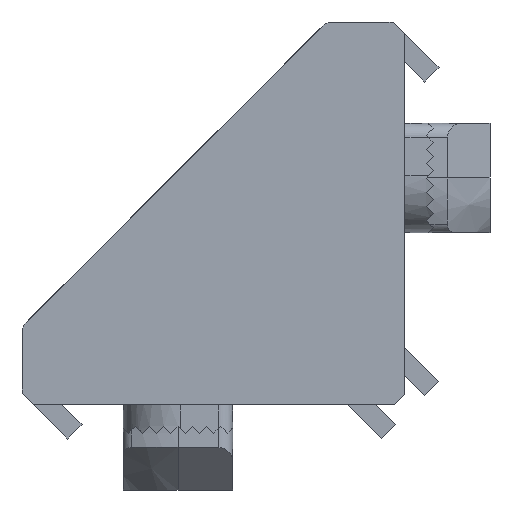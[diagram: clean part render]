
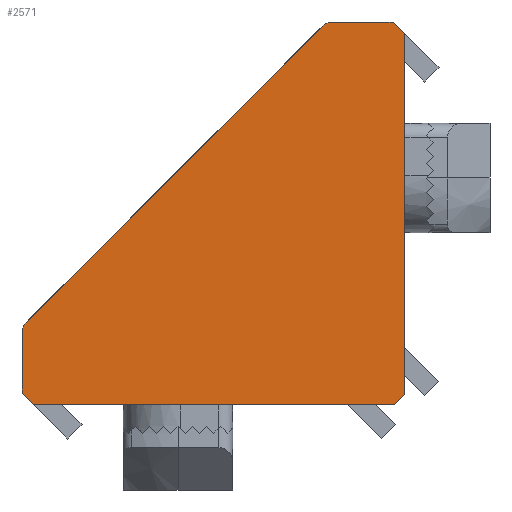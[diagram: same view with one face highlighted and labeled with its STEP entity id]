
A CAD part, left-side view. The second image highlights one B-rep face of the part: STEP entity #2571.
In plain terms, the highlighted planar face has unit normal (-1, 0, 0).
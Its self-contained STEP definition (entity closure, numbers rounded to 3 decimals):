
#362=DIRECTION('',(0.,-0.707,-0.707));
#363=VECTOR('',#362,1.184);
#364=CARTESIAN_POINT('',(-14.,0.837,27.));
#365=LINE('',#364,#363);
#369=DIRECTION('',(0.,0.,-1.));
#370=VECTOR('',#369,25.456);
#371=CARTESIAN_POINT('',(-14.,0.,26.163));
#372=LINE('',#371,#370);
#376=DIRECTION('',(0.,0.707,-0.707));
#377=VECTOR('',#376,1.);
#378=CARTESIAN_POINT('',(-14.,0.,0.707));
#379=LINE('',#378,#377);
#383=DIRECTION('',(0.,1.,0.));
#384=VECTOR('',#383,25.456);
#385=CARTESIAN_POINT('',(-14.,0.707,0.));
#386=LINE('',#385,#384);
#390=DIRECTION('',(0.,0.707,0.707));
#391=VECTOR('',#390,1.184);
#392=CARTESIAN_POINT('',(-14.,26.163,0.));
#393=LINE('',#392,#391);
#397=DIRECTION('',(0.,0.,1.));
#398=VECTOR('',#397,4.276);
#399=CARTESIAN_POINT('',(-14.,27.,0.837));
#400=LINE('',#399,#398);
#404=CARTESIAN_POINT('',(-14.,26.,5.113));
#405=DIRECTION('',(1.,0.,0.));
#406=DIRECTION('',(0.,1.,0.));
#407=AXIS2_PLACEMENT_3D('',#404,#405,#406);
#412=DIRECTION('',(0.,-0.707,0.707));
#413=VECTOR('',#412,29.539);
#414=CARTESIAN_POINT('',(-14.,26.707,5.82));
#415=LINE('',#414,#413);
#419=CARTESIAN_POINT('',(-14.,5.113,26.));
#420=DIRECTION('',(1.,0.,0.));
#421=DIRECTION('',(0.,0.707,0.707));
#422=AXIS2_PLACEMENT_3D('',#419,#420,#421);
#427=DIRECTION('',(0.,-1.,0.));
#428=VECTOR('',#427,4.276);
#429=CARTESIAN_POINT('',(-14.,5.113,27.));
#430=LINE('',#429,#428);
#2200=CARTESIAN_POINT('',(-14.,0.837,27.));
#2201=CARTESIAN_POINT('',(-14.,0.,26.163));
#2202=VERTEX_POINT('',#2200);
#2203=VERTEX_POINT('',#2201);
#2204=CARTESIAN_POINT('',(-14.,0.,0.707));
#2205=VERTEX_POINT('',#2204);
#2206=CARTESIAN_POINT('',(-14.,0.707,0.));
#2207=VERTEX_POINT('',#2206);
#2208=CARTESIAN_POINT('',(-14.,26.163,0.));
#2209=VERTEX_POINT('',#2208);
#2210=CARTESIAN_POINT('',(-14.,27.,0.837));
#2211=VERTEX_POINT('',#2210);
#2212=CARTESIAN_POINT('',(-14.,27.,5.113));
#2213=VERTEX_POINT('',#2212);
#2214=CARTESIAN_POINT('',(-14.,26.707,5.82));
#2215=VERTEX_POINT('',#2214);
#2216=CARTESIAN_POINT('',(-14.,5.82,26.707));
#2217=VERTEX_POINT('',#2216);
#2218=CARTESIAN_POINT('',(-14.,5.113,27.));
#2219=VERTEX_POINT('',#2218);
#2544=CARTESIAN_POINT('',(-14.,0.,0.));
#2545=DIRECTION('',(1.,0.,0.));
#2546=DIRECTION('',(0.,0.,-1.));
#2547=AXIS2_PLACEMENT_3D('',#2544,#2545,#2546);
#2548=PLANE('',#2547);
#2550=ORIENTED_EDGE('',*,*,#2549,.T.);
#2552=ORIENTED_EDGE('',*,*,#2551,.T.);
#2554=ORIENTED_EDGE('',*,*,#2553,.T.);
#2556=ORIENTED_EDGE('',*,*,#2555,.T.);
#2558=ORIENTED_EDGE('',*,*,#2557,.T.);
#2560=ORIENTED_EDGE('',*,*,#2559,.T.);
#2562=ORIENTED_EDGE('',*,*,#2561,.T.);
#2564=ORIENTED_EDGE('',*,*,#2563,.T.);
#2566=ORIENTED_EDGE('',*,*,#2565,.T.);
#2568=ORIENTED_EDGE('',*,*,#2567,.T.);
#2569=EDGE_LOOP('',(#2550,#2552,#2554,#2556,#2558,#2560,#2562,#2564,#2566,
#2568));
#2570=FACE_OUTER_BOUND('',#2569,.F.);
#408=CIRCLE('',#407,1.);
#423=CIRCLE('',#422,1.);
#2549=EDGE_CURVE('',#2202,#2203,#365,.T.);
#2551=EDGE_CURVE('',#2203,#2205,#372,.T.);
#2553=EDGE_CURVE('',#2205,#2207,#379,.T.);
#2555=EDGE_CURVE('',#2207,#2209,#386,.T.);
#2557=EDGE_CURVE('',#2209,#2211,#393,.T.);
#2559=EDGE_CURVE('',#2211,#2213,#400,.T.);
#2561=EDGE_CURVE('',#2213,#2215,#408,.T.);
#2563=EDGE_CURVE('',#2215,#2217,#415,.T.);
#2565=EDGE_CURVE('',#2217,#2219,#423,.T.);
#2567=EDGE_CURVE('',#2219,#2202,#430,.T.);
#2571=ADVANCED_FACE('',(#2570),#2548,.F.);
